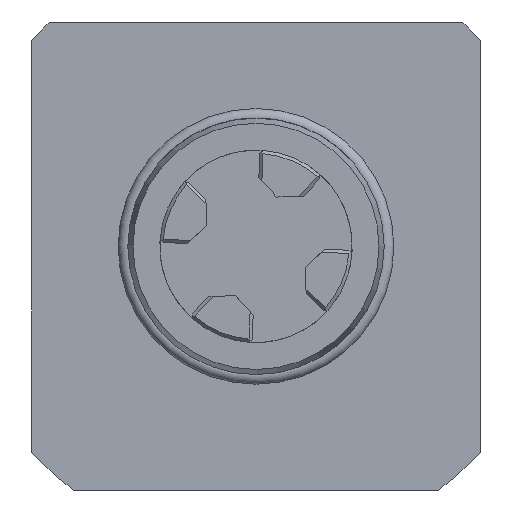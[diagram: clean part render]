
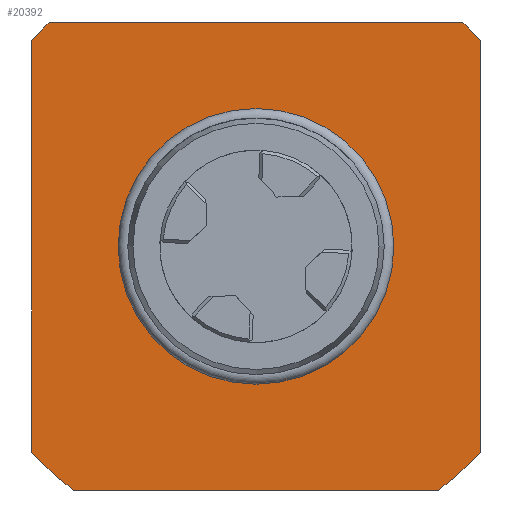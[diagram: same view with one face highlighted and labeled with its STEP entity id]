
A CAD part, front view. The second image highlights one B-rep face of the part: STEP entity #20392.
In plain terms, the highlighted planar face has unit normal (0, -1, 0).
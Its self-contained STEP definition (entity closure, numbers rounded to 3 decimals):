
#190 = ORIENTED_EDGE ( 'NONE', *, *, #18364, .T. ) ;
#388 = DIRECTION ( 'NONE',  ( 0., -1., 0. ) ) ;
#492 = VERTEX_POINT ( 'NONE', #22731 ) ;
#584 = AXIS2_PLACEMENT_3D ( 'NONE', #13606, #19374, #717 ) ;
#690 = CARTESIAN_POINT ( 'NONE',  ( 28.5, 0., -38. ) ) ;
#717 = DIRECTION ( 'NONE',  ( 0., 0., -1. ) ) ;
#947 = VERTEX_POINT ( 'NONE', #9586 ) ;
#1081 = DIRECTION ( 'NONE',  ( 0., 0., -1. ) ) ;
#1100 = EDGE_CURVE ( 'NONE', #17666, #17666, #15825, .T. ) ;
#1728 = VERTEX_POINT ( 'NONE', #15630 ) ;
#1970 = VERTEX_POINT ( 'NONE', #690 ) ;
#2090 = DIRECTION ( 'NONE',  ( 0., 0., -1. ) ) ;
#2165 = VERTEX_POINT ( 'NONE', #20624 ) ;
#2237 = CARTESIAN_POINT ( 'NONE',  ( 35., 0., -47.5 ) ) ;
#2295 = LINE ( 'NONE', #18629, #11247 ) ;
#2977 = CARTESIAN_POINT ( 'NONE',  ( 0., 0., 0. ) ) ;
#3081 = CARTESIAN_POINT ( 'NONE',  ( 0., 0., 0. ) ) ;
#3246 = ORIENTED_EDGE ( 'NONE', *, *, #22089, .T. ) ;
#3538 = CARTESIAN_POINT ( 'NONE',  ( 0., 0., -47.5 ) ) ;
#3662 = ORIENTED_EDGE ( 'NONE', *, *, #10226, .T. ) ;
#3675 = CIRCLE ( 'NONE', #584, 47.5 ) ;
#4136 = EDGE_CURVE ( 'NONE', #1728, #1970, #2295, .T. ) ;
#4901 = ORIENTED_EDGE ( 'NONE', *, *, #23879, .T. ) ;
#5243 = DIRECTION ( 'NONE',  ( 0., 0., -1. ) ) ;
#6493 = CARTESIAN_POINT ( 'NONE',  ( 0., 0., 0. ) ) ;
#6505 = VERTEX_POINT ( 'NONE', #21951 ) ;
#6719 = AXIS2_PLACEMENT_3D ( 'NONE', #6493, #13978, #1081 ) ;
#8356 = CARTESIAN_POINT ( 'NONE',  ( -35., 0., -32.113 ) ) ;
#8389 = DIRECTION ( 'NONE',  ( 0., 0., -1. ) ) ;
#8831 = CIRCLE ( 'NONE', #6719, 47.5 ) ;
#8852 = EDGE_CURVE ( 'NONE', #492, #947, #9283, .T. ) ;
#9198 = ORIENTED_EDGE ( 'NONE', *, *, #15652, .T. ) ;
#9283 = LINE ( 'NONE', #2237, #13077 ) ;
#9362 = AXIS2_PLACEMENT_3D ( 'NONE', #2977, #15792, #8389 ) ;
#9586 = CARTESIAN_POINT ( 'NONE',  ( 35., 0., 32.113 ) ) ;
#10226 = EDGE_CURVE ( 'NONE', #947, #6505, #15573, .T. ) ;
#11247 = VECTOR ( 'NONE', #23890, 1000. ) ;
#11358 = CARTESIAN_POINT ( 'NONE',  ( 0., 0., 0. ) ) ;
#11364 = CARTESIAN_POINT ( 'NONE',  ( 0., 0., -21.174 ) ) ;
#11535 = CARTESIAN_POINT ( 'NONE',  ( -35., 0., -47.5 ) ) ;
#11663 = LINE ( 'NONE', #11535, #19245 ) ;
#12306 = DIRECTION ( 'NONE',  ( 0., -1., 0. ) ) ;
#12386 = DIRECTION ( 'NONE',  ( 0., 0., -1. ) ) ;
#12455 = EDGE_CURVE ( 'NONE', #6505, #21196, #22136, .T. ) ;
#12618 = DIRECTION ( 'NONE',  ( 0., -1., 0. ) ) ;
#13077 = VECTOR ( 'NONE', #13572, 1000. ) ;
#13411 = FACE_OUTER_BOUND ( 'NONE', #14983, .T. ) ;
#13435 = DIRECTION ( 'NONE',  ( 0., 0., -1. ) ) ;
#13572 = DIRECTION ( 'NONE',  ( 0., 0., 1. ) ) ;
#13606 = CARTESIAN_POINT ( 'NONE',  ( 0., 0., 0. ) ) ;
#13978 = DIRECTION ( 'NONE',  ( 0., -1., 0. ) ) ;
#14103 = EDGE_LOOP ( 'NONE', ( #23136 ) ) ;
#14777 = CARTESIAN_POINT ( 'NONE',  ( -32.113, 0., 35. ) ) ;
#14824 = PLANE ( 'NONE',  #17228 ) ;
#14983 = EDGE_LOOP ( 'NONE', ( #4901, #3246, #190, #16815, #9198, #15074, #3662, #16581 ) ) ;
#15074 = ORIENTED_EDGE ( 'NONE', *, *, #8852, .T. ) ;
#15510 = AXIS2_PLACEMENT_3D ( 'NONE', #3081, #12306, #12386 ) ;
#15573 = CIRCLE ( 'NONE', #19979, 47.5 ) ;
#15630 = CARTESIAN_POINT ( 'NONE',  ( -28.5, 0., -38. ) ) ;
#15652 = EDGE_CURVE ( 'NONE', #1970, #492, #8831, .T. ) ;
#15792 = DIRECTION ( 'NONE',  ( 0., -1., 0. ) ) ;
#15825 = CIRCLE ( 'NONE', #15510, 21.174 ) ;
#16581 = ORIENTED_EDGE ( 'NONE', *, *, #12455, .T. ) ;
#16815 = ORIENTED_EDGE ( 'NONE', *, *, #4136, .T. ) ;
#17228 = AXIS2_PLACEMENT_3D ( 'NONE', #3538, #12618, #5243 ) ;
#17666 = VERTEX_POINT ( 'NONE', #11364 ) ;
#18269 = CIRCLE ( 'NONE', #9362, 47.5 ) ;
#18364 = EDGE_CURVE ( 'NONE', #22626, #1728, #3675, .T. ) ;
#18629 = CARTESIAN_POINT ( 'NONE',  ( 0., 0., -38. ) ) ;
#19065 = DIRECTION ( 'NONE',  ( -1., 0., 0. ) ) ;
#19245 = VECTOR ( 'NONE', #13435, 1000. ) ;
#19374 = DIRECTION ( 'NONE',  ( 0., -1., 0. ) ) ;
#19979 = AXIS2_PLACEMENT_3D ( 'NONE', #11358, #388, #2090 ) ;
#20392 = ADVANCED_FACE ( 'NONE', ( #20677, #13411 ), #14824, .T. ) ;
#20547 = CARTESIAN_POINT ( 'NONE',  ( 0., 0., 35. ) ) ;
#20624 = CARTESIAN_POINT ( 'NONE',  ( -35., 0., 32.113 ) ) ;
#20677 = FACE_BOUND ( 'NONE', #14103, .T. ) ;
#21196 = VERTEX_POINT ( 'NONE', #14777 ) ;
#21558 = VECTOR ( 'NONE', #19065, 1000. ) ;
#21951 = CARTESIAN_POINT ( 'NONE',  ( 32.113, 0., 35. ) ) ;
#22089 = EDGE_CURVE ( 'NONE', #2165, #22626, #11663, .T. ) ;
#22136 = LINE ( 'NONE', #20547, #21558 ) ;
#22626 = VERTEX_POINT ( 'NONE', #8356 ) ;
#22731 = CARTESIAN_POINT ( 'NONE',  ( 35., 0., -32.113 ) ) ;
#23136 = ORIENTED_EDGE ( 'NONE', *, *, #1100, .F. ) ;
#23879 = EDGE_CURVE ( 'NONE', #21196, #2165, #18269, .T. ) ;
#23890 = DIRECTION ( 'NONE',  ( 1., 0., 0. ) ) ;
